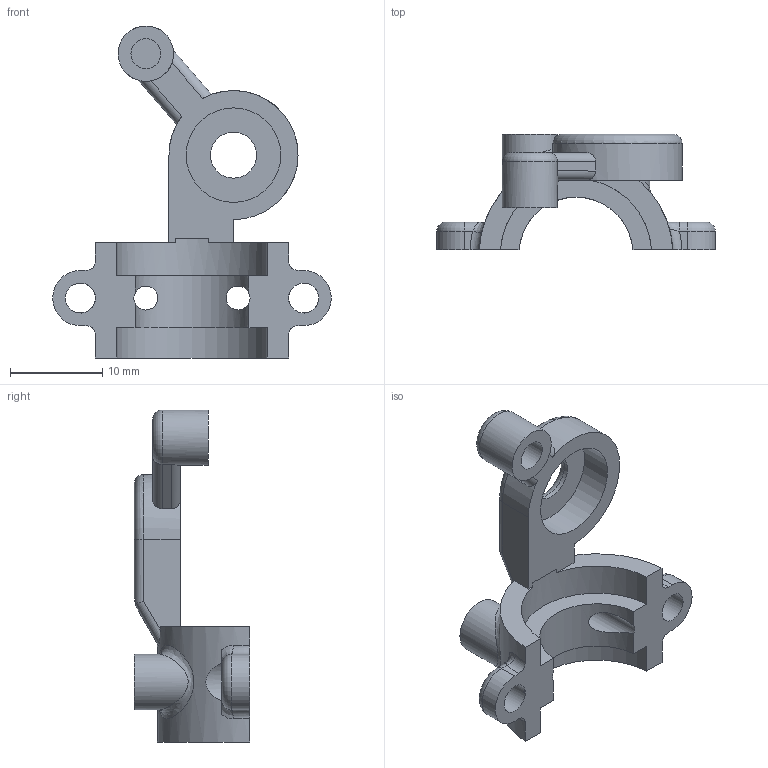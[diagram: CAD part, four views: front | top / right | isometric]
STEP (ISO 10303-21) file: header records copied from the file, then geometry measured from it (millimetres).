
FILE_DESCRIPTION(/* description */ ('Alibre Inc.'),/* implementation_level */ '2;1');
FILE_NAME(/* name */ 'export0',/* time_stamp */ '2016-07-03T18:06:06-04:00',/* author */ (''),/* organization */ (''),/* preprocessor_version */ 'ST-DEVELOPER v14',/* originating_system */ 'Alibre',/* authorisation */ '');
FILE_SCHEMA (('AUTOMOTIVE_DESIGN'));
Length unit declared in the file: centimetre
Bounding box: 30.2 x 12.5 x 36 mm (x, y, z)
Volume: 2067 mm3; surface area: 2284.4 mm2
Topology: 1 solids, 1 shells, 75 faces, 204 edges, 132 vertices
Faces by surface type: cylinder 33, plane 27, torus 9, bspline 6
Full cylindrical faces by diameter (mm): 2.6 x2, 3.25 x3, 5 x1, 6 x3, 10.25 x1
Entity records: 3924 total; most frequent: CARTESIAN_POINT 2205, ORIENTED_EDGE 372, DIRECTION 296, EDGE_CURVE 186, AXIS2_PLACEMENT_3D 131, VERTEX_POINT 125, EDGE_LOOP 97, FACE_BOUND 97
